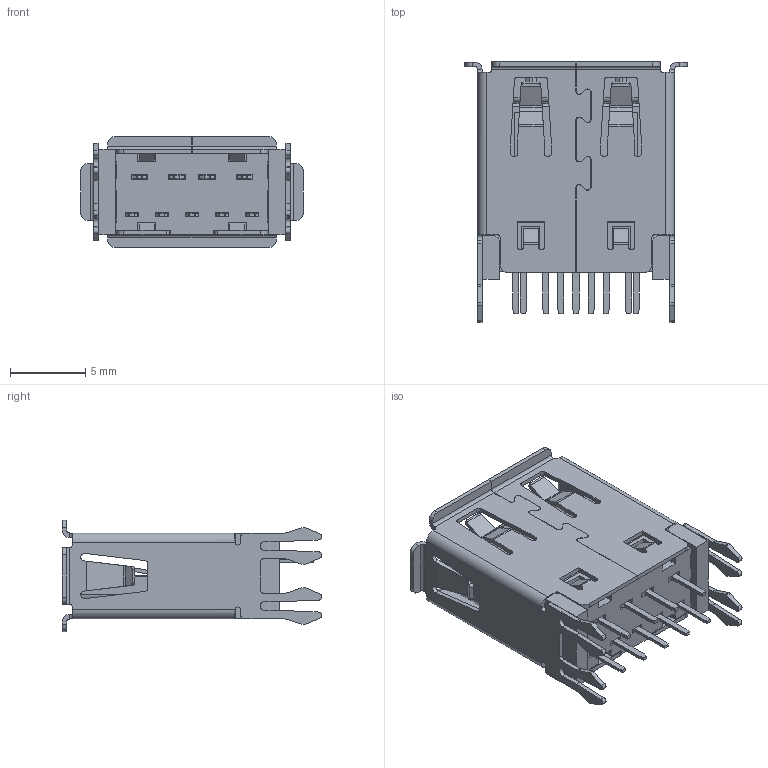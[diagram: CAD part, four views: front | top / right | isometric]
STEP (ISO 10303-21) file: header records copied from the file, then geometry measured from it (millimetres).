
FILE_DESCRIPTION((''),'2;1');
FILE_NAME('GSB4121XXCHR','2019-09-18T',('KumarP'),('AFCI'),'CREO PARAMETRIC BY PTC INC, 2016130','CREO PARAMETRIC BY PTC INC, 2016130','');
FILE_SCHEMA(('CONFIG_CONTROL_DESIGN'));
Length unit declared in the file: millimetre
Products named in the file (1): GSB4121XXCHR
Bounding box: 14.8 x 17.3 x 7.4 mm (x, y, z)
Volume: 456.4 mm3; surface area: 2415.4 mm2
Topology: 2 solids, 2 shells, 1398 faces, 4326 edges, 2848 vertices
Faces by surface type: plane 976, cylinder 418, cone 4
Entity records: 48252 total; most frequent: CARTESIAN_POINT 9008, ORIENTED_EDGE 8652, DIRECTION 7739, EDGE_CURVE 4326, VECTOR 3447, LINE 3447, VERTEX_POINT 2848, AXIS2_PLACEMENT_3D 2146
